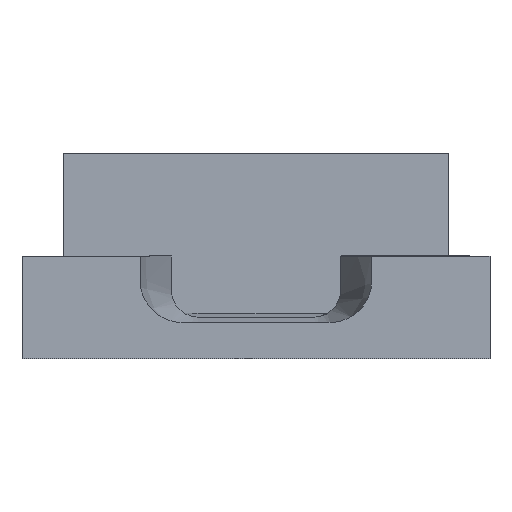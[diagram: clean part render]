
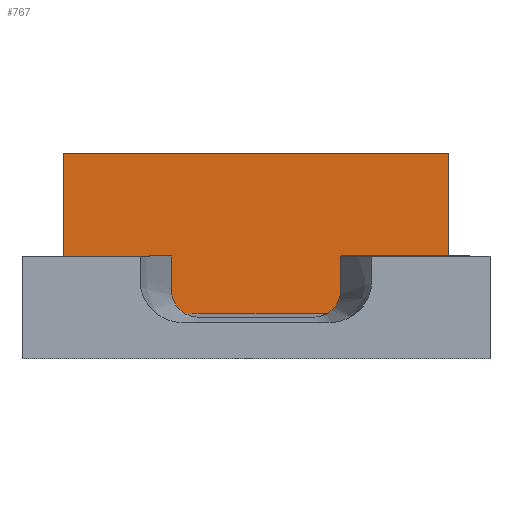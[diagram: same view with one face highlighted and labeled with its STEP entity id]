
A CAD part, front view. The second image highlights one B-rep face of the part: STEP entity #767.
In plain terms, the highlighted planar face has unit normal (0, -1, 0).
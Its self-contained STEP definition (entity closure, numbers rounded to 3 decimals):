
#213=ORIENTED_EDGE('',*,*,#363,.T.);
#214=ORIENTED_EDGE('',*,*,#364,.F.);
#215=ORIENTED_EDGE('',*,*,#365,.F.);
#216=ORIENTED_EDGE('',*,*,#360,.T.);
#360=EDGE_CURVE('',#450,#448,#533,.T.);
#363=EDGE_CURVE('',#448,#452,#536,.T.);
#364=EDGE_CURVE('',#453,#452,#537,.T.);
#365=EDGE_CURVE('',#450,#453,#538,.T.);
#448=VERTEX_POINT('',#1893);
#450=VERTEX_POINT('',#1896);
#452=VERTEX_POINT('',#1902);
#453=VERTEX_POINT('',#1904);
#533=LINE('',#1895,#610);
#536=LINE('',#1901,#613);
#537=LINE('',#1903,#614);
#538=LINE('',#1905,#615);
#610=VECTOR('',#1018,1000.);
#613=VECTOR('',#1023,1000.);
#614=VECTOR('',#1024,1000.);
#615=VECTOR('',#1025,1000.);
#657=EDGE_LOOP('',(#213,#214,#215,#216));
#700=FACE_BOUND('',#657,.T.);
#736=PLANE('',#853);
#767=ADVANCED_FACE('',(#700),#736,.F.);
#853=AXIS2_PLACEMENT_3D('',#1900,#1021,#1022);
#1018=DIRECTION('',(0.,0.,-1.));
#1021=DIRECTION('',(0.,1.,0.));
#1022=DIRECTION('',(0.,0.,1.));
#1023=DIRECTION('',(1.,0.,0.));
#1024=DIRECTION('',(0.,0.,-1.));
#1025=DIRECTION('',(1.,0.,0.));
#1893=CARTESIAN_POINT('',(-37.5,0.,-20.));
#1895=CARTESIAN_POINT('',(-37.5,0.,20.));
#1896=CARTESIAN_POINT('',(-37.5,0.,20.));
#1900=CARTESIAN_POINT('',(-30.,0.,20.));
#1901=CARTESIAN_POINT('',(-30.,0.,-20.));
#1902=CARTESIAN_POINT('',(37.5,0.,-20.));
#1903=CARTESIAN_POINT('',(37.5,0.,20.));
#1904=CARTESIAN_POINT('',(37.5,0.,20.));
#1905=CARTESIAN_POINT('',(-30.,0.,20.));
